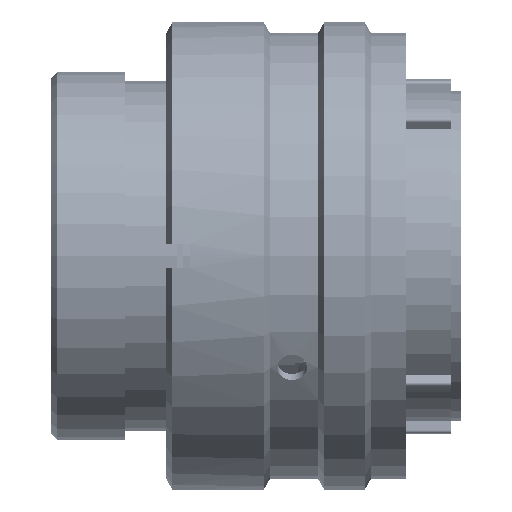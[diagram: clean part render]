
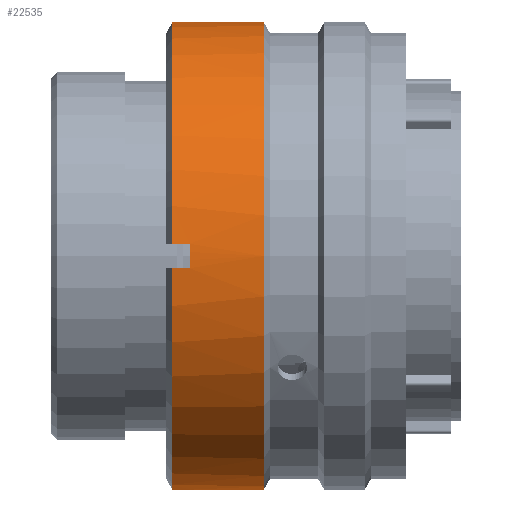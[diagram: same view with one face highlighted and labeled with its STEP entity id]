
A CAD part, front view. The second image highlights one B-rep face of the part: STEP entity #22535.
In plain terms, the highlighted cylindrical face has radius 19.05 mm (diameter 38.1 mm), a partial arc.
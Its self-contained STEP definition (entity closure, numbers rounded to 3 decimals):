
#2771 = DIRECTION ( 'NONE',  ( 1., 0., 0. ) ) ;
#5735 = DIRECTION ( 'NONE',  ( 0., 0., -1. ) ) ;
#5949 = LINE ( 'NONE', #113392, #48851 ) ;
#9126 = EDGE_CURVE ( 'NONE', #171031, #45011, #142495, .T. ) ;
#12775 = VERTEX_POINT ( 'NONE', #20663 ) ;
#15030 = EDGE_CURVE ( 'NONE', #150555, #64732, #128812, .T. ) ;
#18374 = VERTEX_POINT ( 'NONE', #76458 ) ;
#20418 = CARTESIAN_POINT ( 'NONE',  ( 14.157, -1.793, 18.552 ) ) ;
#20663 = CARTESIAN_POINT ( 'NONE',  ( -3.493, -19.817, 0.529 ) ) ;
#20678 = VERTEX_POINT ( 'NONE', #236959 ) ;
#22535 = ADVANCED_FACE ( 'NONE', ( #81114 ), #155557, .T. ) ;
#24917 = CARTESIAN_POINT ( 'NONE',  ( -3.493, -0.793, -0.471 ) ) ;
#28753 = ORIENTED_EDGE ( 'NONE', *, *, #155562, .T. ) ;
#38858 = DIRECTION ( 'NONE',  ( -1., 0., 0. ) ) ;
#40085 = ORIENTED_EDGE ( 'NONE', *, *, #9126, .T. ) ;
#43363 = DIRECTION ( 'NONE',  ( 0., 0., 1. ) ) ;
#43467 = CARTESIAN_POINT ( 'NONE',  ( 14.157, -0.793, -0.471 ) ) ;
#44254 = DIRECTION ( 'NONE',  ( 0., 0., -1. ) ) ;
#45011 = VERTEX_POINT ( 'NONE', #191435 ) ;
#45463 = DIRECTION ( 'NONE',  ( 1., 0., 0. ) ) ;
#47531 = CARTESIAN_POINT ( 'NONE',  ( 2.527, -0.793, 18.579 ) ) ;
#48851 = VECTOR ( 'NONE', #222073, 1000. ) ;
#51125 = AXIS2_PLACEMENT_3D ( 'NONE', #24917, #153067, #43363 ) ;
#58868 = LINE ( 'NONE', #20418, #144908 ) ;
#61718 = ORIENTED_EDGE ( 'NONE', *, *, #120464, .T. ) ;
#64732 = VERTEX_POINT ( 'NONE', #128265 ) ;
#65739 = CARTESIAN_POINT ( 'NONE',  ( -3.493, -0.793, -0.471 ) ) ;
#70021 = DIRECTION ( 'NONE',  ( 1., 0., 0. ) ) ;
#73702 = AXIS2_PLACEMENT_3D ( 'NONE', #112425, #2771, #130878 ) ;
#74249 = CIRCLE ( 'NONE', #51125, 19.05 ) ;
#76458 = CARTESIAN_POINT ( 'NONE',  ( -4.893, -1.793, 18.552 ) ) ;
#76666 = ORIENTED_EDGE ( 'NONE', *, *, #88940, .F. ) ;
#80030 = VECTOR ( 'NONE', #132787, 1000. ) ;
#81114 = FACE_OUTER_BOUND ( 'NONE', #144958, .T. ) ;
#84185 = DIRECTION ( 'NONE',  ( 0., 0., 1. ) ) ;
#84448 = ORIENTED_EDGE ( 'NONE', *, *, #15030, .T. ) ;
#88940 = EDGE_CURVE ( 'NONE', #20678, #114214, #155048, .T. ) ;
#89414 = CARTESIAN_POINT ( 'NONE',  ( 14.157, -0.793, -19.521 ) ) ;
#90885 = AXIS2_PLACEMENT_3D ( 'NONE', #224868, #115400, #5735 ) ;
#93938 = AXIS2_PLACEMENT_3D ( 'NONE', #95382, #223248, #113805 ) ;
#95238 = ORIENTED_EDGE ( 'NONE', *, *, #226716, .T. ) ;
#95382 = CARTESIAN_POINT ( 'NONE',  ( -4.893, -0.793, -0.471 ) ) ;
#100595 = ORIENTED_EDGE ( 'NONE', *, *, #172353, .T. ) ;
#103003 = CIRCLE ( 'NONE', #73702, 19.05 ) ;
#112425 = CARTESIAN_POINT ( 'NONE',  ( -4.893, -0.793, -0.471 ) ) ;
#113392 = CARTESIAN_POINT ( 'NONE',  ( 14.157, -19.817, 0.529 ) ) ;
#113805 = DIRECTION ( 'NONE',  ( 0., 0., -1. ) ) ;
#114214 = VERTEX_POINT ( 'NONE', #47531 ) ;
#115400 = DIRECTION ( 'NONE',  ( 1., 0., 0. ) ) ;
#117285 = AXIS2_PLACEMENT_3D ( 'NONE', #179676, #70021, #198000 ) ;
#120464 = EDGE_CURVE ( 'NONE', #20678, #158449, #74249, .T. ) ;
#123268 = ORIENTED_EDGE ( 'NONE', *, *, #191662, .T. ) ;
#123973 = EDGE_CURVE ( 'NONE', #114214, #158963, #138938, .T. ) ;
#125045 = LINE ( 'NONE', #89414, #167894 ) ;
#128149 = VERTEX_POINT ( 'NONE', #181291 ) ;
#128265 = CARTESIAN_POINT ( 'NONE',  ( -3.493, -1.793, -19.495 ) ) ;
#128812 = LINE ( 'NONE', #169487, #80030 ) ;
#130356 = EDGE_CURVE ( 'NONE', #128149, #158963, #125045, .T. ) ;
#130767 = ORIENTED_EDGE ( 'NONE', *, *, #142003, .T. ) ;
#130878 = DIRECTION ( 'NONE',  ( 0., 0., -1. ) ) ;
#132787 = DIRECTION ( 'NONE',  ( 1., 0., 0. ) ) ;
#137192 = CIRCLE ( 'NONE', #117285, 19.05 ) ;
#138938 = CIRCLE ( 'NONE', #90885, 19.05 ) ;
#142003 = EDGE_CURVE ( 'NONE', #158449, #18374, #58868, .T. ) ;
#142495 = LINE ( 'NONE', #173303, #233827 ) ;
#144908 = VECTOR ( 'NONE', #38858, 1000. ) ;
#144958 = EDGE_LOOP ( 'NONE', ( #76666, #61718, #130767, #123268, #28753, #100595, #40085, #95238, #84448, #186166, #149748, #159356 ) ) ;
#145629 = CARTESIAN_POINT ( 'NONE',  ( -3.493, -19.817, -1.471 ) ) ;
#147702 = VERTEX_POINT ( 'NONE', #170999 ) ;
#149748 = ORIENTED_EDGE ( 'NONE', *, *, #130356, .T. ) ;
#150555 = VERTEX_POINT ( 'NONE', #224500 ) ;
#153067 = DIRECTION ( 'NONE',  ( 1., 0., 0. ) ) ;
#155048 = LINE ( 'NONE', #173471, #203554 ) ;
#155557 = CYLINDRICAL_SURFACE ( 'NONE', #214139, 19.05 ) ;
#155562 = EDGE_CURVE ( 'NONE', #147702, #12775, #5949, .T. ) ;
#156402 = CIRCLE ( 'NONE', #183611, 19.05 ) ;
#158449 = VERTEX_POINT ( 'NONE', #227186 ) ;
#158963 = VERTEX_POINT ( 'NONE', #190974 ) ;
#159356 = ORIENTED_EDGE ( 'NONE', *, *, #123973, .F. ) ;
#167894 = VECTOR ( 'NONE', #235600, 1000. ) ;
#169487 = CARTESIAN_POINT ( 'NONE',  ( 14.157, -1.793, -19.495 ) ) ;
#170999 = CARTESIAN_POINT ( 'NONE',  ( -4.893, -19.817, 0.529 ) ) ;
#171031 = VERTEX_POINT ( 'NONE', #145629 ) ;
#172353 = EDGE_CURVE ( 'NONE', #12775, #171031, #156402, .T. ) ;
#173303 = CARTESIAN_POINT ( 'NONE',  ( 14.157, -19.817, -1.471 ) ) ;
#173471 = CARTESIAN_POINT ( 'NONE',  ( 14.157, -0.793, 18.579 ) ) ;
#179676 = CARTESIAN_POINT ( 'NONE',  ( -3.493, -0.793, -0.471 ) ) ;
#181291 = CARTESIAN_POINT ( 'NONE',  ( -3.493, -0.793, -19.521 ) ) ;
#183611 = AXIS2_PLACEMENT_3D ( 'NONE', #65739, #193727, #84185 ) ;
#186166 = ORIENTED_EDGE ( 'NONE', *, *, #197440, .T. ) ;
#190974 = CARTESIAN_POINT ( 'NONE',  ( 2.527, -0.793, -19.521 ) ) ;
#191435 = CARTESIAN_POINT ( 'NONE',  ( -4.893, -19.817, -1.471 ) ) ;
#191662 = EDGE_CURVE ( 'NONE', #18374, #147702, #103003, .T. ) ;
#192719 = CIRCLE ( 'NONE', #93938, 19.05 ) ;
#193727 = DIRECTION ( 'NONE',  ( 1., 0., 0. ) ) ;
#197440 = EDGE_CURVE ( 'NONE', #64732, #128149, #137192, .T. ) ;
#198000 = DIRECTION ( 'NONE',  ( 0., 0., 1. ) ) ;
#203554 = VECTOR ( 'NONE', #45463, 1000. ) ;
#208262 = DIRECTION ( 'NONE',  ( 1., 0., 0. ) ) ;
#214139 = AXIS2_PLACEMENT_3D ( 'NONE', #43467, #208262, #44254 ) ;
#222073 = DIRECTION ( 'NONE',  ( 1., 0., 0. ) ) ;
#223248 = DIRECTION ( 'NONE',  ( 1., 0., 0. ) ) ;
#224333 = DIRECTION ( 'NONE',  ( -1., 0., 0. ) ) ;
#224500 = CARTESIAN_POINT ( 'NONE',  ( -4.893, -1.793, -19.495 ) ) ;
#224868 = CARTESIAN_POINT ( 'NONE',  ( 2.527, -0.793, -0.471 ) ) ;
#226716 = EDGE_CURVE ( 'NONE', #45011, #150555, #192719, .T. ) ;
#227186 = CARTESIAN_POINT ( 'NONE',  ( -3.493, -1.793, 18.552 ) ) ;
#233827 = VECTOR ( 'NONE', #224333, 1000. ) ;
#235600 = DIRECTION ( 'NONE',  ( 1., 0., 0. ) ) ;
#236959 = CARTESIAN_POINT ( 'NONE',  ( -3.493, -0.793, 18.579 ) ) ;
